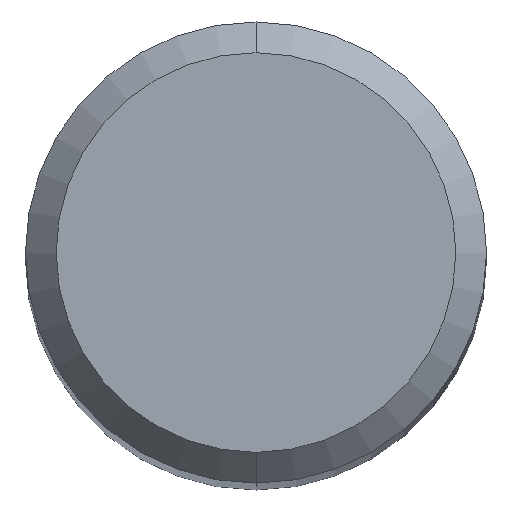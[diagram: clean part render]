
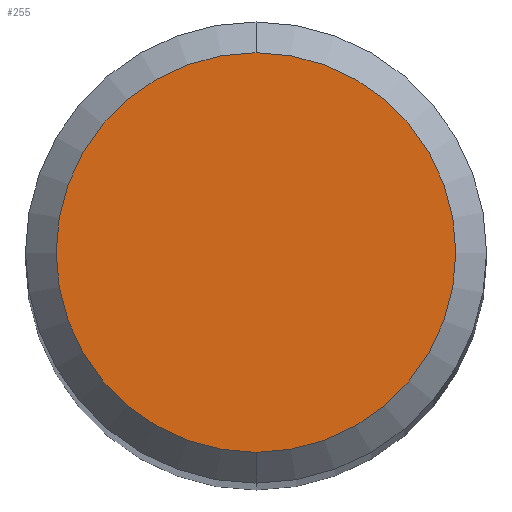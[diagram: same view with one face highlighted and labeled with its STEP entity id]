
A CAD part, top view. The second image highlights one B-rep face of the part: STEP entity #255.
In plain terms, the highlighted planar face has unit normal (0, 0, 1).
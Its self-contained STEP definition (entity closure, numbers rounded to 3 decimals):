
#197=EDGE_CURVE('',#291,#257,#505,.T.);
#255=ADVANCED_FACE('',(#568),#569,.T.);
#257=VERTEX_POINT('',#571);
#291=VERTEX_POINT('',#609);
#423=EDGE_CURVE('',#257,#291,#756,.T.);
#505=CIRCLE('',#867,2.6);
#568=FACE_OUTER_BOUND('',#1034,.T.);
#569=PLANE('',#1035);
#571=CARTESIAN_POINT('',(0.,-2.6,0.0));
#609=CARTESIAN_POINT('',(0.0,2.6,0.0));
#756=CIRCLE('',#1374,2.6);
#867=AXIS2_PLACEMENT_3D('',#1461,#1462,#1463);
#1034=EDGE_LOOP('',(#1529,#1530));
#1035=AXIS2_PLACEMENT_3D('',#1531,#1532,#1533);
#1374=AXIS2_PLACEMENT_3D('',#1753,#1754,#1755);
#1461=CARTESIAN_POINT('',(0.0,0.0,0.0));
#1462=DIRECTION('',(0.0,0.0,-1.0));
#1463=DIRECTION('',(0.0,1.0,0.0));
#1529=ORIENTED_EDGE('',*,*,#197,.F.);
#1530=ORIENTED_EDGE('',*,*,#423,.F.);
#1531=CARTESIAN_POINT('',(0.0,1.3,0.0));
#1532=DIRECTION('',(-0.0,0.0,1.0));
#1533=DIRECTION('',(0.0,-1.0,0.0));
#1753=CARTESIAN_POINT('',(0.0,0.0,0.0));
#1754=DIRECTION('',(0.0,0.0,-1.0));
#1755=DIRECTION('',(0.0,1.0,0.0));
